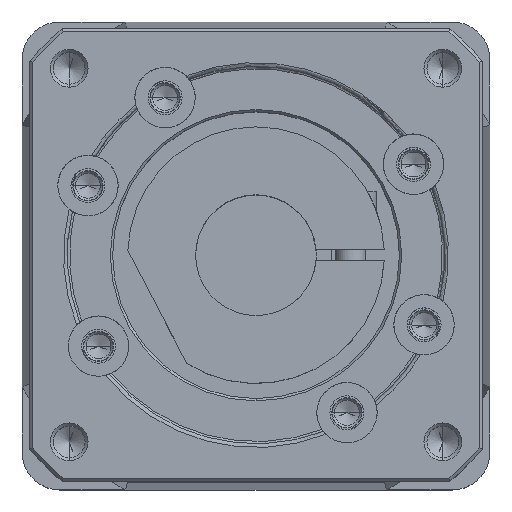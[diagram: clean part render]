
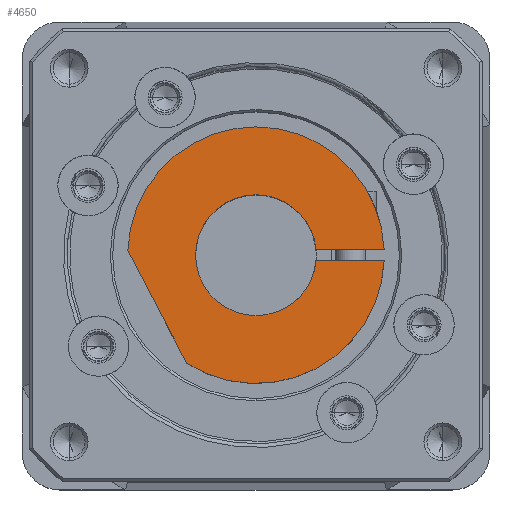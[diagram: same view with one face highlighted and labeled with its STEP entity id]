
A CAD part, top view. The second image highlights one B-rep face of the part: STEP entity #4650.
In plain terms, the highlighted planar face has unit normal (0, 0, 1).
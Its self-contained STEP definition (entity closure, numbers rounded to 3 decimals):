
#1433=CARTESIAN_POINT('',(0.,0.,65.));
#1434=DIRECTION('',(0.,0.,1.));
#1435=DIRECTION('',(0.999,0.044,0.));
#1436=AXIS2_PLACEMENT_3D('',#1433,#1434,#1435);
#1438=CARTESIAN_POINT('',(0.,0.,65.));
#1439=DIRECTION('',(0.,0.,1.));
#1440=DIRECTION('',(-0.54,-0.842,0.));
#1441=AXIS2_PLACEMENT_3D('',#1438,#1439,#1440);
#1470=DIRECTION('',(-0.463,0.886,0.));
#1471=VECTOR('',#1470,16.869);
#1472=CARTESIAN_POINT('',(-9.178,-14.31,65.));
#1473=LINE('',#1472,#1471);
#1474=DIRECTION('',(-1.,0.,0.));
#1475=VECTOR('',#1474,9.019);
#1476=CARTESIAN_POINT('',(16.983,0.75,65.));
#1477=LINE('',#1476,#1475);
#1478=CARTESIAN_POINT('',(0.,0.,65.));
#1479=DIRECTION('',(0.,0.,1.));
#1480=DIRECTION('',(0.996,0.094,0.));
#1481=AXIS2_PLACEMENT_3D('',#1478,#1479,#1480);
#1483=CARTESIAN_POINT('',(0.,0.,65.));
#1484=DIRECTION('',(0.,0.,-1.));
#1485=DIRECTION('',(0.,-1.,0.));
#1486=AXIS2_PLACEMENT_3D('',#1483,#1484,#1485);
#1488=CARTESIAN_POINT('',(0.,0.,65.));
#1489=DIRECTION('',(0.,0.,1.));
#1490=DIRECTION('',(0.,-1.,0.));
#1491=AXIS2_PLACEMENT_3D('',#1488,#1489,#1490);
#1493=DIRECTION('',(-1.,0.,0.));
#1494=VECTOR('',#1493,9.019);
#1495=CARTESIAN_POINT('',(16.983,-0.75,65.));
#1496=LINE('',#1495,#1494);
#2025=CARTESIAN_POINT('',(0.,-8.,65.));
#2027=VERTEX_POINT('',#2025);
#2029=CARTESIAN_POINT('',(0.,8.,65.));
#2031=VERTEX_POINT('',#2029);
#2044=CARTESIAN_POINT('',(7.965,-0.75,65.));
#2045=VERTEX_POINT('',#2044);
#2046=CARTESIAN_POINT('',(7.965,0.75,65.));
#2047=VERTEX_POINT('',#2046);
#2048=CARTESIAN_POINT('',(16.983,-0.75,65.));
#2049=VERTEX_POINT('',#2048);
#2050=CARTESIAN_POINT('',(16.983,0.75,65.));
#2051=VERTEX_POINT('',#2050);
#2064=CARTESIAN_POINT('',(-9.178,-14.31,65.));
#2065=CARTESIAN_POINT('',(-16.988,0.642,65.));
#2066=VERTEX_POINT('',#2064);
#2067=VERTEX_POINT('',#2065);
#4634=CARTESIAN_POINT('',(0.,0.,65.));
#4635=DIRECTION('',(0.,0.,1.));
#4636=DIRECTION('',(0.,1.,0.));
#4637=AXIS2_PLACEMENT_3D('',#4634,#4635,#4636);
#4638=PLANE('',#4637);
#4639=ORIENTED_EDGE('',*,*,#4573,.T.);
#4640=ORIENTED_EDGE('',*,*,#4589,.F.);
#4641=ORIENTED_EDGE('',*,*,#4619,.T.);
#4642=ORIENTED_EDGE('',*,*,#4514,.T.);
#4644=ORIENTED_EDGE('',*,*,#4643,.F.);
#4645=ORIENTED_EDGE('',*,*,#4506,.T.);
#4646=ORIENTED_EDGE('',*,*,#4533,.F.);
#4647=ORIENTED_EDGE('',*,*,#4606,.F.);
#4648=EDGE_LOOP('',(#4639,#4640,#4641,#4642,#4644,#4645,#4646,#4647));
#4649=FACE_OUTER_BOUND('',#4648,.F.);
#4650=ADVANCED_FACE('',(#4649),#4638,.T.);
#1437=CIRCLE('',#1436,17.);
#1442=CIRCLE('',#1441,17.);
#1482=CIRCLE('',#1481,8.);
#1487=CIRCLE('',#1486,8.);
#1492=CIRCLE('',#1491,8.);
#4506=EDGE_CURVE('',#2027,#2045,#1492,.T.);
#4514=EDGE_CURVE('',#2047,#2031,#1482,.T.);
#4533=EDGE_CURVE('',#2049,#2045,#1496,.T.);
#4573=EDGE_CURVE('',#2066,#2067,#1473,.T.);
#4589=EDGE_CURVE('',#2051,#2067,#1437,.T.);
#4606=EDGE_CURVE('',#2066,#2049,#1442,.T.);
#4619=EDGE_CURVE('',#2051,#2047,#1477,.T.);
#4643=EDGE_CURVE('',#2027,#2031,#1487,.T.);
